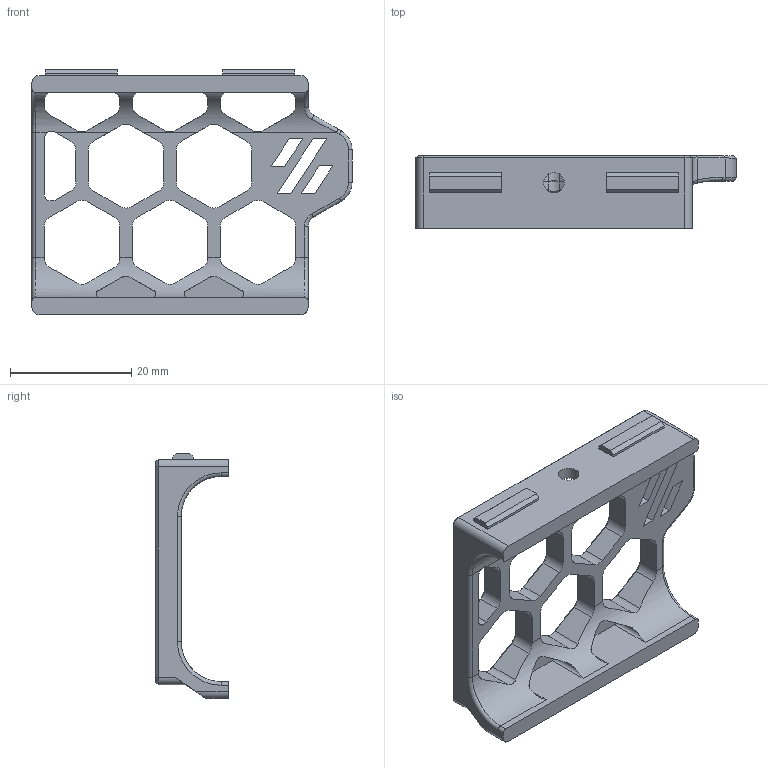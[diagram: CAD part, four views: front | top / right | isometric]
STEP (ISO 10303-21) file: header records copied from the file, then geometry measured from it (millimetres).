
FILE_DESCRIPTION(/* description */ (''),/* implementation_level */ '2;1');
FILE_NAME(/* name */ 'skirt_front_left_x1.step',/* time_stamp */ '2025-12-31T11:22:38-05:00',/* author */ (''),/* organization */ (''),/* preprocessor_version */ 'ST-DEVELOPER v20.1',/* originating_system */ 'Autodesk Translation Framework v14.21.0.0',/* authorisation */ '');
FILE_SCHEMA (('AUTOMOTIVE_DESIGN { 1 0 10303 214 3 1 1 }'));
Length unit declared in the file: millimetre
Products named in the file (1): skirt_front_left
Bounding box: 52.89 x 12 x 40.5 mm (x, y, z)
Volume: 5573 mm3; surface area: 5697.4 mm2
Topology: 1 solids, 1 shells, 320 faces, 826 edges, 504 vertices
Faces by surface type: plane 172, cylinder 82, cone 57, torus 7, bspline 2
Full cylindrical faces by diameter (mm): 2.4 x1, 3.4 x1, 6.2 x1
Entity records: 10141 total; most frequent: CARTESIAN_POINT 2222, ORIENTED_EDGE 1652, DIRECTION 1645, EDGE_CURVE 826, AXIS2_PLACEMENT_3D 549, LINE 547, VECTOR 547, VERTEX_POINT 504
